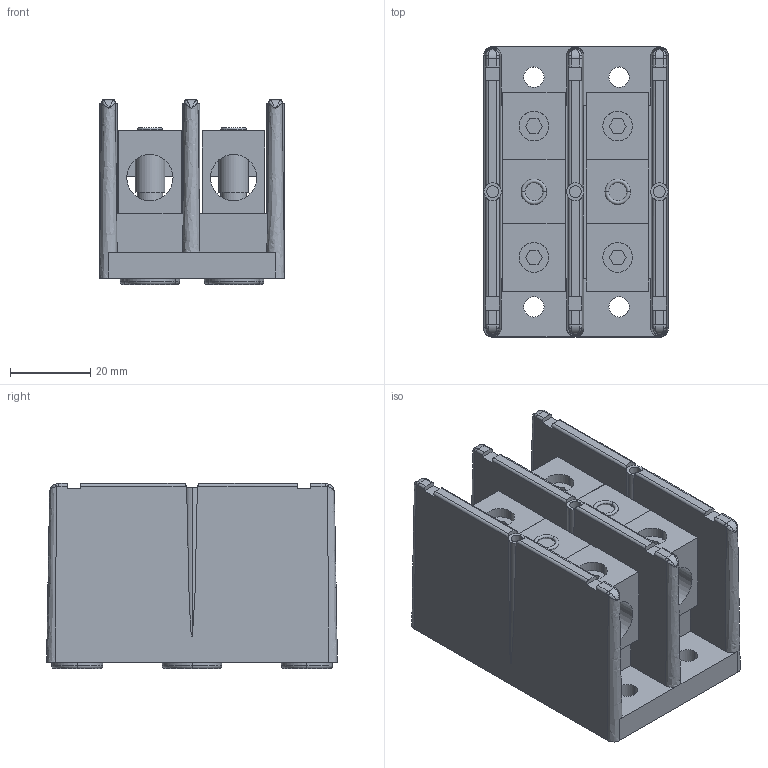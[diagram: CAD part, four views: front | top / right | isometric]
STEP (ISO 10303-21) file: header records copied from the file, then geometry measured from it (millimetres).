
FILE_DESCRIPTION (( 'STEP AP214' ), '1' );
FILE_NAME ('PB1012.STEP', '2014-12-17T20:02:27', ( '' ), ( '' ), 'SwSTEP 2.0', 'SolidWorks 2014', '' );
FILE_SCHEMA (( 'AUTOMOTIVE_DESIGN' ));
Length unit declared in the file: inch
Products named in the file (1): PB1012
Bounding box: 45.96 x 72.36 x 46.04 mm (x, y, z)
Volume: 80194.2 mm3; surface area: 41621 mm2
Topology: 13 solids, 13 shells, 465 faces, 1137 edges, 698 vertices
Faces by surface type: plane 204, cylinder 183, torus 40, bspline 34, sphere 4
Entity records: 20877 total; most frequent: CARTESIAN_POINT 4364, ORIENTED_EDGE 2242, DIRECTION 2109, EDGE_CURVE 1121, AXIS2_PLACEMENT_3D 759, VERTEX_POINT 698, LINE 591, VECTOR 591
